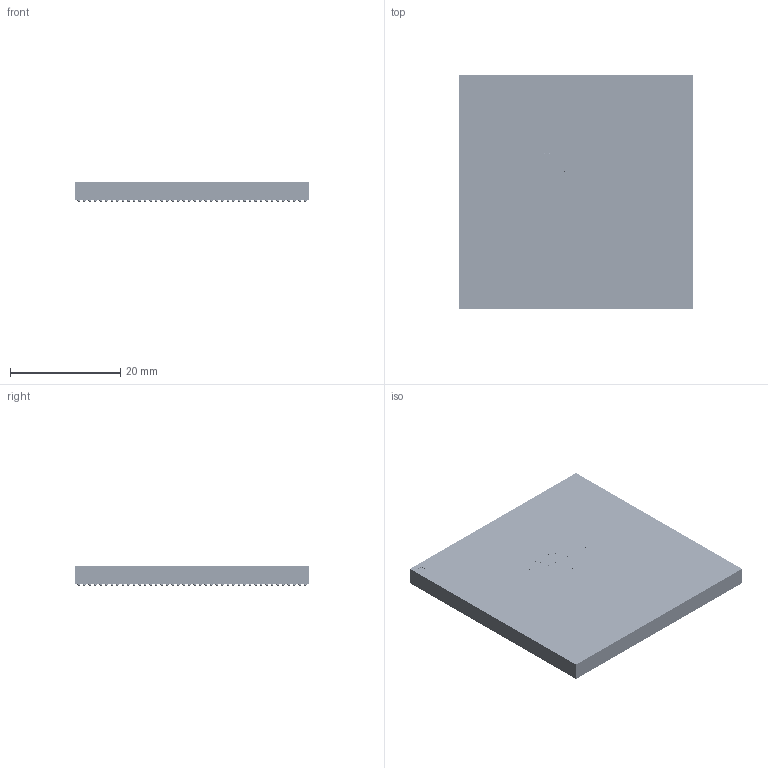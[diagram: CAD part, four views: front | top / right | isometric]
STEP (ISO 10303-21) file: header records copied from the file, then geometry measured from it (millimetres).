
FILE_DESCRIPTION(('FreeCAD Model'),'2;1');
FILE_NAME('Open CASCADE Shape Model','2021-09-13T19:24:11',('Author'),( ''),'Open CASCADE STEP processor 7.5','FreeCAD','Unknown');
FILE_SCHEMA(('AUTOMOTIVE_DESIGN { 1 0 10303 214 1 1 1 1 }'));
Length unit declared in the file: millimetre
Products named in the file (5): base_para_STEP_KICAD; rotulo; BOLAS; cuadrado_concuadrado; punto
Assembly tree (4 placements, depth 2):
  base_para_STEP_KICAD
    rotulo
    BOLAS
    cuadrado_concuadrado
    punto
Bounding box: 42.5 x 42.5 x 3.61 mm (x, y, z)
Surface area: 12646.1 mm2
Topology: 28 solids, 28 shells, 2390 faces, 6988 edges, 4658 vertices
Faces by surface type: sphere 1760, extrusion 545, plane 80, cylinder 5
Full cylindrical faces by diameter (mm): 0.814 x1, 0.908 x1, 0.916 x1
Entity records: 73836 total; most frequent: CARTESIAN_POINT 15822, DIRECTION 11905, ORIENTED_EDGE 10448, AXIS2_PLACEMENT_3D 5378, EDGE_CURVE 5224, VERTEX_POINT 4656, FACE_BOUND 4162, EDGE_LOOP 4162
